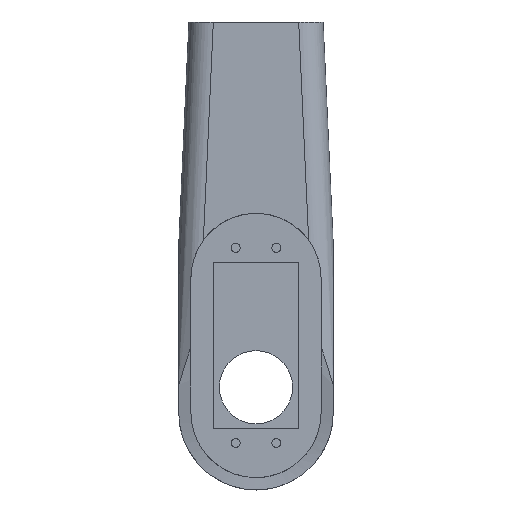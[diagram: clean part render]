
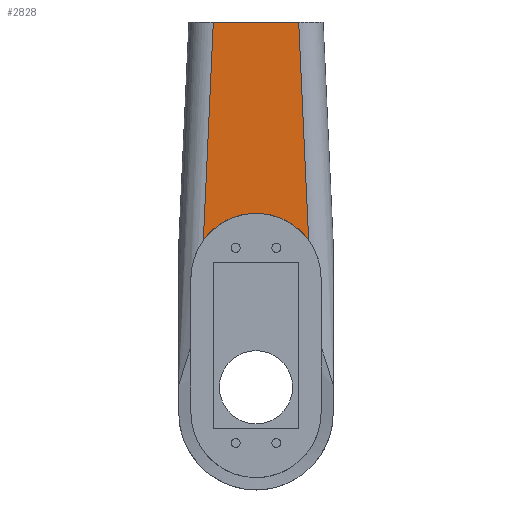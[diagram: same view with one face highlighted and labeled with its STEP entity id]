
A CAD part, top view. The second image highlights one B-rep face of the part: STEP entity #2828.
In plain terms, the highlighted planar face has unit normal (0, 0, 1).
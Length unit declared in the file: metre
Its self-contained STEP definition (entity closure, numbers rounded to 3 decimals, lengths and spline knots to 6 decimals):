
#9 = AXIS2_PLACEMENT_3D ( 'NONE', #3031, #1808, #1584 ) ;
#114 = DIRECTION ( 'NONE',  ( 1., 0., 0. ) ) ;
#172 = EDGE_CURVE ( 'NONE', #2889, #2420, #2710, .T. ) ;
#280 = ORIENTED_EDGE ( 'NONE', *, *, #1484, .T. ) ;
#405 = LINE ( 'NONE', #660, #1863 ) ;
#426 = VECTOR ( 'NONE', #2967, 1. ) ;
#538 = CARTESIAN_POINT ( 'NONE',  ( 0.010494, 0.055, 0.019 ) ) ;
#660 = CARTESIAN_POINT ( 'NONE',  ( -0.019, 0.055, 0.019 ) ) ;
#712 = DIRECTION ( 'NONE',  ( 1., 0., 0. ) ) ;
#830 = FACE_OUTER_BOUND ( 'NONE', #1163, .T. ) ;
#845 = PLANE ( 'NONE',  #1644 ) ;
#1004 = ORIENTED_EDGE ( 'NONE', *, *, #172, .T. ) ;
#1067 = CARTESIAN_POINT ( 'NONE',  ( 0., -0.041, 0.019 ) ) ;
#1163 = EDGE_LOOP ( 'NONE', ( #2125, #280, #1004, #2855 ) ) ;
#1467 = VERTEX_POINT ( 'NONE', #538 ) ;
#1484 = EDGE_CURVE ( 'NONE', #1805, #2889, #1973, .T. ) ;
#1523 = LINE ( 'NONE', #2954, #1795 ) ;
#1584 = DIRECTION ( 'NONE',  ( 1., 0., 0. ) ) ;
#1644 = AXIS2_PLACEMENT_3D ( 'NONE', #1067, #2998, #114 ) ;
#1795 = VECTOR ( 'NONE', #2479, 1. ) ;
#1805 = VERTEX_POINT ( 'NONE', #3073 ) ;
#1808 = DIRECTION ( 'NONE',  ( 0., 0., -1. ) ) ;
#1860 = CARTESIAN_POINT ( 'NONE',  ( 0.012929, 0.001426, 0.019 ) ) ;
#1863 = VECTOR ( 'NONE', #712, 1. ) ;
#1973 = LINE ( 'NONE', #2921, #426 ) ;
#2125 = ORIENTED_EDGE ( 'NONE', *, *, #2428, .F. ) ;
#2258 = CARTESIAN_POINT ( 'NONE',  ( -0.012929, 0.001426, 0.019 ) ) ;
#2420 = VERTEX_POINT ( 'NONE', #1860 ) ;
#2428 = EDGE_CURVE ( 'NONE', #1805, #1467, #405, .T. ) ;
#2479 = DIRECTION ( 'NONE',  ( -0.045, 0.999, 0. ) ) ;
#2710 = CIRCLE ( 'NONE', #9, 0.016 ) ;
#2810 = EDGE_CURVE ( 'NONE', #2420, #1467, #1523, .T. ) ;
#2828 = ADVANCED_FACE ( 'NONE', ( #830 ), #845, .T. ) ;
#2855 = ORIENTED_EDGE ( 'NONE', *, *, #2810, .T. ) ;
#2889 = VERTEX_POINT ( 'NONE', #2258 ) ;
#2921 = CARTESIAN_POINT ( 'NONE',  ( -0.013006, -0.000272, 0.019 ) ) ;
#2954 = CARTESIAN_POINT ( 'NONE',  ( 0.010506, 0.054728, 0.019 ) ) ;
#2967 = DIRECTION ( 'NONE',  ( -0.045, -0.999, 0. ) ) ;
#2998 = DIRECTION ( 'NONE',  ( 0., 0., 1. ) ) ;
#3031 = CARTESIAN_POINT ( 'NONE',  ( 0., -0.008, 0.019 ) ) ;
#3073 = CARTESIAN_POINT ( 'NONE',  ( -0.010494, 0.055, 0.019 ) ) ;
